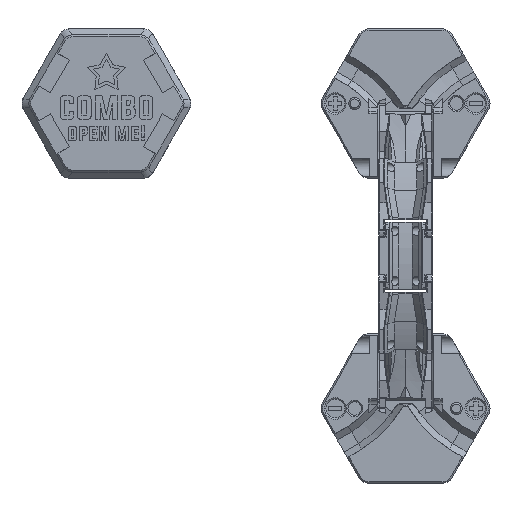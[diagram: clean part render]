
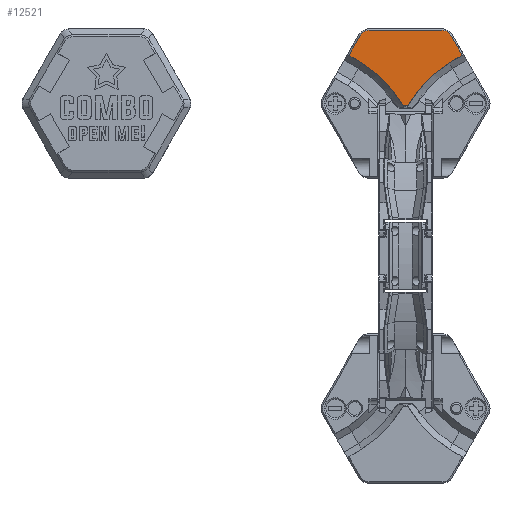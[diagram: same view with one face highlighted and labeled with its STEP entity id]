
A CAD part, top view. The second image highlights one B-rep face of the part: STEP entity #12521.
In plain terms, the highlighted planar face has unit normal (0, 0, 1).
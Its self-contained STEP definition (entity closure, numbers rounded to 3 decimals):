
#453=B_SPLINE_CURVE_WITH_KNOTS('',3,(#20476,#20477,#20478,#20479,#20480,
#20481,#20482,#20483),.UNSPECIFIED.,.F.,.F.,(4,2,2,4),(0.66,
0.915,1.774,2.681),.UNSPECIFIED.);
#454=B_SPLINE_CURVE_WITH_KNOTS('',3,(#20498,#20499,#20500,#20501,#20502,
#20503,#20504,#20505),.UNSPECIFIED.,.F.,.F.,(4,2,2,4),(0.66,
0.915,1.774,2.681),.UNSPECIFIED.);
#830=CIRCLE('',#13323,3.5);
#831=CIRCLE('',#13324,3.5);
#1240=FACE_OUTER_BOUND('',#1952,.T.);
#1952=EDGE_LOOP('',(#9205,#9206,#9207,#9208,#9209,#9210,#9211,#9212,#9213,
#9214));
#2754=LINE('',#20291,#3981);
#2759=LINE('',#20485,#3986);
#2760=LINE('',#20487,#3987);
#2761=LINE('',#20491,#3988);
#2762=LINE('',#20495,#3989);
#2763=LINE('',#20497,#3990);
#3981=VECTOR('',#14715,10.);
#3986=VECTOR('',#14722,10.);
#3987=VECTOR('',#14723,10.);
#3988=VECTOR('',#14726,10.);
#3989=VECTOR('',#14729,10.);
#3990=VECTOR('',#14730,10.);
#5348=VERTEX_POINT('',#20285);
#5349=VERTEX_POINT('',#20290);
#5358=VERTEX_POINT('',#20475);
#5359=VERTEX_POINT('',#20484);
#5360=VERTEX_POINT('',#20486);
#5361=VERTEX_POINT('',#20488);
#5362=VERTEX_POINT('',#20490);
#5363=VERTEX_POINT('',#20492);
#5364=VERTEX_POINT('',#20494);
#5365=VERTEX_POINT('',#20496);
#6777=EDGE_CURVE('',#5349,#5348,#2754,.T.);
#6793=EDGE_CURVE('',#5348,#5358,#453,.T.);
#6794=EDGE_CURVE('',#5358,#5359,#2759,.T.);
#6795=EDGE_CURVE('',#5360,#5359,#2760,.T.);
#6796=EDGE_CURVE('',#5361,#5360,#830,.T.);
#6797=EDGE_CURVE('',#5362,#5361,#2761,.T.);
#6798=EDGE_CURVE('',#5363,#5362,#831,.T.);
#6799=EDGE_CURVE('',#5364,#5363,#2762,.T.);
#6800=EDGE_CURVE('',#5364,#5365,#2763,.T.);
#6801=EDGE_CURVE('',#5349,#5365,#454,.T.);
#9205=ORIENTED_EDGE('',*,*,#6777,.T.);
#9206=ORIENTED_EDGE('',*,*,#6793,.T.);
#9207=ORIENTED_EDGE('',*,*,#6794,.T.);
#9208=ORIENTED_EDGE('',*,*,#6795,.F.);
#9209=ORIENTED_EDGE('',*,*,#6796,.F.);
#9210=ORIENTED_EDGE('',*,*,#6797,.F.);
#9211=ORIENTED_EDGE('',*,*,#6798,.F.);
#9212=ORIENTED_EDGE('',*,*,#6799,.F.);
#9213=ORIENTED_EDGE('',*,*,#6800,.T.);
#9214=ORIENTED_EDGE('',*,*,#6801,.F.);
#11970=PLANE('',#13322);
#12521=ADVANCED_FACE('',(#1240),#11970,.F.);
#13322=AXIS2_PLACEMENT_3D('',#20474,#14720,#14721);
#13323=AXIS2_PLACEMENT_3D('',#20489,#14724,#14725);
#13324=AXIS2_PLACEMENT_3D('',#20493,#14727,#14728);
#14715=DIRECTION('',(1.,0.,0.));
#14720=DIRECTION('center_axis',(0.,0.,-1.));
#14721=DIRECTION('ref_axis',(-1.,0.,0.));
#14722=DIRECTION('',(0.866,0.5,0.));
#14723=DIRECTION('',(0.5,-0.866,0.));
#14724=DIRECTION('center_axis',(0.,0.,-1.));
#14725=DIRECTION('ref_axis',(0.5,0.866,0.));
#14726=DIRECTION('',(1.,0.,0.));
#14727=DIRECTION('center_axis',(0.,0.,-1.));
#14728=DIRECTION('ref_axis',(-0.5,0.866,0.));
#14729=DIRECTION('',(0.5,0.866,0.));
#14730=DIRECTION('',(0.866,-0.5,0.));
#20285=CARTESIAN_POINT('',(0.728,-0.701,15.));
#20290=CARTESIAN_POINT('',(-0.728,-0.701,15.));
#20291=CARTESIAN_POINT('',(0.,-0.701,15.));
#20474=CARTESIAN_POINT('Origin',(0.,0.,
15.));
#20475=CARTESIAN_POINT('',(14.637,13.647,15.));
#20476=CARTESIAN_POINT('Ctrl Pts',(0.728,-0.701,
15.));
#20477=CARTESIAN_POINT('Ctrl Pts',(1.151,0.036,
15.));
#20478=CARTESIAN_POINT('Ctrl Pts',(1.598,0.76,15.));
#20479=CARTESIAN_POINT('Ctrl Pts',(3.65,3.856,15.));
#20480=CARTESIAN_POINT('Ctrl Pts',(5.48,6.063,15.));
#20481=CARTESIAN_POINT('Ctrl Pts',(9.697,10.18,15.));
#20482=CARTESIAN_POINT('Ctrl Pts',(12.055,12.018,15.));
#20483=CARTESIAN_POINT('Ctrl Pts',(14.637,13.647,15.));
#20484=CARTESIAN_POINT('',(18.968,16.147,15.));
#20485=CARTESIAN_POINT('',(8.575,10.147,15.));
#20486=CARTESIAN_POINT('',(15.155,22.75,15.));
#20487=CARTESIAN_POINT('',(24.826,6.,15.));
#20488=CARTESIAN_POINT('',(12.124,24.5,15.));
#20489=CARTESIAN_POINT('Origin',(12.124,21.,15.));
#20490=CARTESIAN_POINT('',(-12.124,24.5,15.));
#20491=CARTESIAN_POINT('',(7.217,24.5,15.));
#20492=CARTESIAN_POINT('',(-15.155,22.75,15.));
#20493=CARTESIAN_POINT('Origin',(-12.124,21.,15.));
#20494=CARTESIAN_POINT('',(-18.968,16.147,15.));
#20495=CARTESIAN_POINT('',(-17.609,18.5,15.));
#20496=CARTESIAN_POINT('',(-14.637,13.647,15.));
#20497=CARTESIAN_POINT('',(-8.575,10.147,15.));
#20498=CARTESIAN_POINT('Ctrl Pts',(-0.728,-0.701,
15.));
#20499=CARTESIAN_POINT('Ctrl Pts',(-1.151,0.036,
15.));
#20500=CARTESIAN_POINT('Ctrl Pts',(-1.598,0.76,15.));
#20501=CARTESIAN_POINT('Ctrl Pts',(-3.65,3.856,15.));
#20502=CARTESIAN_POINT('Ctrl Pts',(-5.48,6.063,15.));
#20503=CARTESIAN_POINT('Ctrl Pts',(-9.697,10.18,15.));
#20504=CARTESIAN_POINT('Ctrl Pts',(-12.055,12.018,15.));
#20505=CARTESIAN_POINT('Ctrl Pts',(-14.637,13.647,15.));
